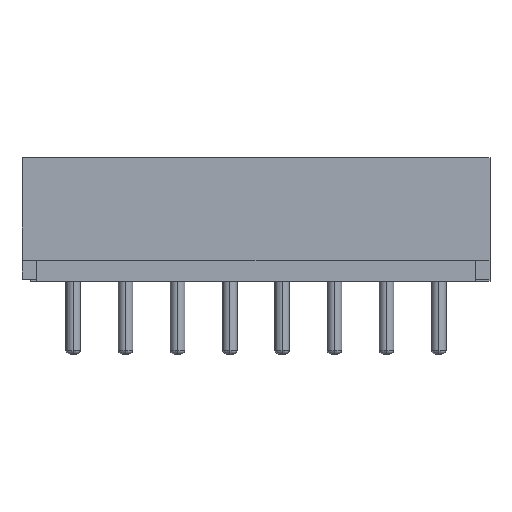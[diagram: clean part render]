
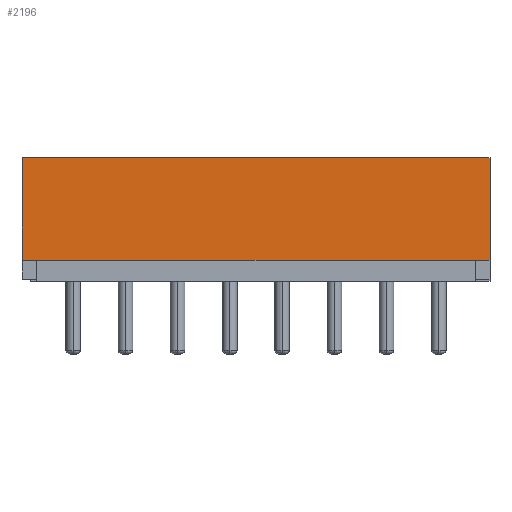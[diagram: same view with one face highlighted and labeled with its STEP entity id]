
A CAD part, top view. The second image highlights one B-rep face of the part: STEP entity #2196.
In plain terms, the highlighted planar face has unit normal (0, 0, 1).
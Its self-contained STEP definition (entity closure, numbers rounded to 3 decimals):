
#61=DIRECTION('',(0.,1.,0.));
#62=VECTOR('',#61,4.9);
#63=CARTESIAN_POINT('',(11.2,-1.95,2.47));
#64=LINE('',#63,#62);
#109=DIRECTION('',(1.,0.,0.));
#110=VECTOR('',#109,22.4);
#111=CARTESIAN_POINT('',(-11.2,2.95,2.47));
#112=LINE('',#111,#110);
#205=DIRECTION('',(0.,1.,0.));
#206=VECTOR('',#205,4.9);
#207=CARTESIAN_POINT('',(-11.2,-1.95,2.47));
#208=LINE('',#207,#206);
#213=DIRECTION('',(1.,0.,0.));
#214=VECTOR('',#213,22.4);
#215=CARTESIAN_POINT('',(-11.2,-1.95,2.47));
#216=LINE('',#215,#214);
#1521=CARTESIAN_POINT('',(-11.2,2.95,2.47));
#1522=CARTESIAN_POINT('',(11.2,2.95,2.47));
#1523=VERTEX_POINT('',#1521);
#1524=VERTEX_POINT('',#1522);
#1559=CARTESIAN_POINT('',(11.2,-1.95,2.47));
#1560=VERTEX_POINT('',#1559);
#1593=CARTESIAN_POINT('',(-11.2,-1.95,2.47));
#1594=VERTEX_POINT('',#1593);
#2184=CARTESIAN_POINT('',(-11.2,-2.95,2.47));
#2185=DIRECTION('',(0.,0.,1.));
#2186=DIRECTION('',(1.,0.,0.));
#2187=AXIS2_PLACEMENT_3D('',#2184,#2185,#2186);
#2188=PLANE('',#2187);
#2190=ORIENTED_EDGE('',*,*,#2189,.F.);
#2191=ORIENTED_EDGE('',*,*,#2155,.T.);
#2192=ORIENTED_EDGE('',*,*,#2095,.T.);
#2193=ORIENTED_EDGE('',*,*,#2035,.F.);
#2194=EDGE_LOOP('',(#2190,#2191,#2192,#2193));
#2195=FACE_OUTER_BOUND('',#2194,.F.);
#2196=ADVANCED_FACE('',(#2195),#2188,.T.);
#2035=EDGE_CURVE('',#1560,#1524,#64,.T.);
#2095=EDGE_CURVE('',#1523,#1524,#112,.T.);
#2155=EDGE_CURVE('',#1594,#1523,#208,.T.);
#2189=EDGE_CURVE('',#1594,#1560,#216,.T.);
